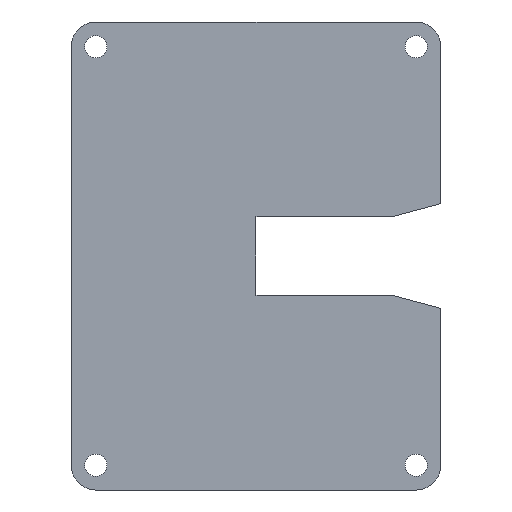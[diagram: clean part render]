
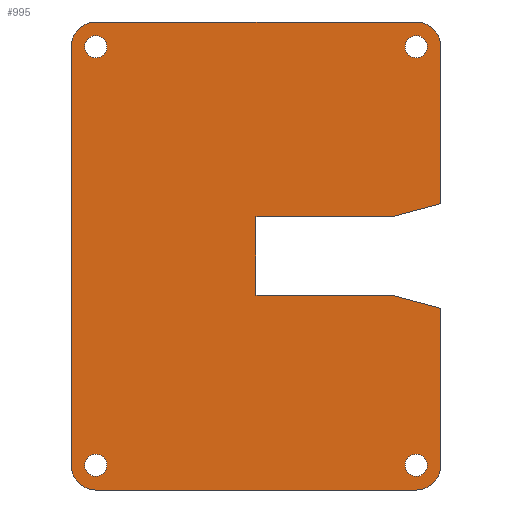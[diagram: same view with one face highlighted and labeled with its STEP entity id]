
A CAD part, left-side view. The second image highlights one B-rep face of the part: STEP entity #995.
In plain terms, the highlighted planar face has unit normal (-1, 0, 0).
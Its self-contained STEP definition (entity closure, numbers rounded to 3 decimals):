
#15=FACE_BOUND('',#151,.T.);
#16=FACE_BOUND('',#152,.T.);
#17=FACE_BOUND('',#153,.T.);
#18=FACE_BOUND('',#154,.T.);
#48=PLANE('',#1088);
#95=FACE_OUTER_BOUND('',#150,.T.);
#150=EDGE_LOOP('',(#758,#759,#760,#761,#762,#763,#764,#765,#766,#767,#768,
#769,#770,#771));
#151=EDGE_LOOP('',(#772));
#152=EDGE_LOOP('',(#773));
#153=EDGE_LOOP('',(#774));
#154=EDGE_LOOP('',(#775));
#244=LINE('',#1543,#349);
#246=LINE('',#1547,#351);
#249=LINE('',#1553,#354);
#250=LINE('',#1557,#355);
#251=LINE('',#1561,#356);
#252=LINE('',#1565,#357);
#253=LINE('',#1569,#358);
#254=LINE('',#1571,#359);
#255=LINE('',#1573,#360);
#256=LINE('',#1574,#361);
#349=VECTOR('',#1252,10.);
#351=VECTOR('',#1256,10.);
#354=VECTOR('',#1261,10.);
#355=VECTOR('',#1264,10.);
#356=VECTOR('',#1267,10.);
#357=VECTOR('',#1270,10.);
#358=VECTOR('',#1273,10.);
#359=VECTOR('',#1274,10.);
#360=VECTOR('',#1275,10.);
#361=VECTOR('',#1276,10.);
#435=CIRCLE('',#1089,10.);
#436=CIRCLE('',#1090,10.);
#437=CIRCLE('',#1091,10.);
#438=CIRCLE('',#1092,10.);
#439=CIRCLE('',#1093,4.5);
#440=CIRCLE('',#1094,4.5);
#441=CIRCLE('',#1095,4.5);
#442=CIRCLE('',#1096,4.5);
#493=VERTEX_POINT('',#1540);
#494=VERTEX_POINT('',#1542);
#495=VERTEX_POINT('',#1546);
#497=VERTEX_POINT('',#1552);
#498=VERTEX_POINT('',#1554);
#499=VERTEX_POINT('',#1556);
#500=VERTEX_POINT('',#1558);
#501=VERTEX_POINT('',#1560);
#502=VERTEX_POINT('',#1562);
#503=VERTEX_POINT('',#1564);
#504=VERTEX_POINT('',#1566);
#505=VERTEX_POINT('',#1568);
#506=VERTEX_POINT('',#1570);
#507=VERTEX_POINT('',#1572);
#508=VERTEX_POINT('',#1575);
#509=VERTEX_POINT('',#1577);
#510=VERTEX_POINT('',#1579);
#511=VERTEX_POINT('',#1581);
#596=EDGE_CURVE('',#493,#494,#244,.T.);
#598=EDGE_CURVE('',#495,#494,#246,.T.);
#601=EDGE_CURVE('',#497,#493,#249,.T.);
#602=EDGE_CURVE('',#498,#497,#435,.T.);
#603=EDGE_CURVE('',#499,#498,#250,.T.);
#604=EDGE_CURVE('',#500,#499,#436,.T.);
#605=EDGE_CURVE('',#501,#500,#251,.T.);
#606=EDGE_CURVE('',#502,#501,#437,.T.);
#607=EDGE_CURVE('',#503,#502,#252,.T.);
#608=EDGE_CURVE('',#504,#503,#438,.T.);
#609=EDGE_CURVE('',#505,#504,#253,.T.);
#610=EDGE_CURVE('',#506,#505,#254,.T.);
#611=EDGE_CURVE('',#506,#507,#255,.T.);
#612=EDGE_CURVE('',#507,#495,#256,.T.);
#613=EDGE_CURVE('',#508,#508,#439,.T.);
#614=EDGE_CURVE('',#509,#509,#440,.T.);
#615=EDGE_CURVE('',#510,#510,#441,.T.);
#616=EDGE_CURVE('',#511,#511,#442,.T.);
#758=ORIENTED_EDGE('',*,*,#596,.F.);
#759=ORIENTED_EDGE('',*,*,#601,.F.);
#760=ORIENTED_EDGE('',*,*,#602,.F.);
#761=ORIENTED_EDGE('',*,*,#603,.F.);
#762=ORIENTED_EDGE('',*,*,#604,.F.);
#763=ORIENTED_EDGE('',*,*,#605,.F.);
#764=ORIENTED_EDGE('',*,*,#606,.F.);
#765=ORIENTED_EDGE('',*,*,#607,.F.);
#766=ORIENTED_EDGE('',*,*,#608,.F.);
#767=ORIENTED_EDGE('',*,*,#609,.F.);
#768=ORIENTED_EDGE('',*,*,#610,.F.);
#769=ORIENTED_EDGE('',*,*,#611,.T.);
#770=ORIENTED_EDGE('',*,*,#612,.T.);
#771=ORIENTED_EDGE('',*,*,#598,.T.);
#772=ORIENTED_EDGE('',*,*,#613,.T.);
#773=ORIENTED_EDGE('',*,*,#614,.T.);
#774=ORIENTED_EDGE('',*,*,#615,.T.);
#775=ORIENTED_EDGE('',*,*,#616,.T.);
#995=ADVANCED_FACE('',(#95,#15,#16,#17,#18),#48,.T.);
#1088=AXIS2_PLACEMENT_3D('',#1551,#1259,#1260);
#1089=AXIS2_PLACEMENT_3D('',#1555,#1262,#1263);
#1090=AXIS2_PLACEMENT_3D('',#1559,#1265,#1266);
#1091=AXIS2_PLACEMENT_3D('',#1563,#1268,#1269);
#1092=AXIS2_PLACEMENT_3D('',#1567,#1271,#1272);
#1093=AXIS2_PLACEMENT_3D('',#1576,#1277,#1278);
#1094=AXIS2_PLACEMENT_3D('',#1578,#1279,#1280);
#1095=AXIS2_PLACEMENT_3D('',#1580,#1281,#1282);
#1096=AXIS2_PLACEMENT_3D('',#1582,#1283,#1284);
#1252=DIRECTION('',(0.,0.966,-0.259));
#1256=DIRECTION('',(0.,-1.,0.));
#1259=DIRECTION('center_axis',(-1.,0.,0.));
#1260=DIRECTION('ref_axis',(0.,0.,1.));
#1261=DIRECTION('',(0.,0.,-1.));
#1262=DIRECTION('center_axis',(1.,0.,0.));
#1263=DIRECTION('ref_axis',(0.,-0.707,0.707));
#1264=DIRECTION('',(0.,-1.,0.));
#1265=DIRECTION('center_axis',(1.,0.,0.));
#1266=DIRECTION('ref_axis',(0.,0.707,0.707));
#1267=DIRECTION('',(0.,0.,1.));
#1268=DIRECTION('center_axis',(1.,0.,0.));
#1269=DIRECTION('ref_axis',(0.,0.707,-0.707));
#1270=DIRECTION('',(0.,1.,0.));
#1271=DIRECTION('center_axis',(1.,0.,0.));
#1272=DIRECTION('ref_axis',(0.,-0.707,-0.707));
#1273=DIRECTION('',(0.,0.,-1.));
#1274=DIRECTION('',(0.,-0.966,-0.259));
#1275=DIRECTION('',(0.,1.,0.));
#1276=DIRECTION('',(0.,0.,1.));
#1277=DIRECTION('center_axis',(1.,0.,0.));
#1278=DIRECTION('ref_axis',(0.,0.,1.));
#1279=DIRECTION('center_axis',(1.,0.,0.));
#1280=DIRECTION('ref_axis',(0.,0.,1.));
#1281=DIRECTION('center_axis',(1.,0.,0.));
#1282=DIRECTION('ref_axis',(0.,0.,1.));
#1283=DIRECTION('center_axis',(1.,0.,0.));
#1284=DIRECTION('ref_axis',(0.,0.,1.));
#1540=CARTESIAN_POINT('',(-166.3,-55.95,-8.766));
#1542=CARTESIAN_POINT('',(-166.3,-35.95,-14.125));
#1543=CARTESIAN_POINT('',(-166.3,-17.995,-18.936));
#1546=CARTESIAN_POINT('',(-166.3,19.05,-14.125));
#1547=CARTESIAN_POINT('',(-166.3,-18.45,-14.125));
#1551=CARTESIAN_POINT('Origin',(-166.3,19.05,7.5));
#1552=CARTESIAN_POINT('',(-166.3,-55.95,55.));
#1553=CARTESIAN_POINT('',(-166.3,-55.95,0.));
#1554=CARTESIAN_POINT('',(-166.3,-45.95,65.));
#1555=CARTESIAN_POINT('Origin',(-166.3,-45.95,55.));
#1556=CARTESIAN_POINT('',(-166.3,84.05,65.));
#1557=CARTESIAN_POINT('',(-166.3,94.05,65.));
#1558=CARTESIAN_POINT('',(-166.3,94.05,55.));
#1559=CARTESIAN_POINT('Origin',(-166.3,84.05,55.));
#1560=CARTESIAN_POINT('',(-166.3,94.05,-115.));
#1561=CARTESIAN_POINT('',(-166.3,94.05,15.));
#1562=CARTESIAN_POINT('',(-166.3,84.05,-125.));
#1563=CARTESIAN_POINT('Origin',(-166.3,84.05,-115.));
#1564=CARTESIAN_POINT('',(-166.3,-45.95,-125.));
#1565=CARTESIAN_POINT('',(-166.3,94.05,-125.));
#1566=CARTESIAN_POINT('',(-166.3,-55.95,-115.));
#1567=CARTESIAN_POINT('Origin',(-166.3,-45.95,-115.));
#1568=CARTESIAN_POINT('',(-166.3,-55.95,-51.234));
#1569=CARTESIAN_POINT('',(-166.3,-55.95,0.));
#1570=CARTESIAN_POINT('',(-166.3,-35.95,-45.875));
#1571=CARTESIAN_POINT('',(-166.3,-8.62,-38.552));
#1572=CARTESIAN_POINT('',(-166.3,19.05,-45.875));
#1573=CARTESIAN_POINT('',(-166.3,-18.45,-45.875));
#1574=CARTESIAN_POINT('',(-166.3,19.05,-11.25));
#1575=CARTESIAN_POINT('',(-166.3,-45.95,-119.5));
#1576=CARTESIAN_POINT('Origin',(-166.3,-45.95,-115.));
#1577=CARTESIAN_POINT('',(-166.3,84.05,50.5));
#1578=CARTESIAN_POINT('Origin',(-166.3,84.05,55.));
#1579=CARTESIAN_POINT('',(-166.3,-45.95,50.5));
#1580=CARTESIAN_POINT('Origin',(-166.3,-45.95,55.));
#1581=CARTESIAN_POINT('',(-166.3,84.05,-119.5));
#1582=CARTESIAN_POINT('Origin',(-166.3,84.05,-115.));
